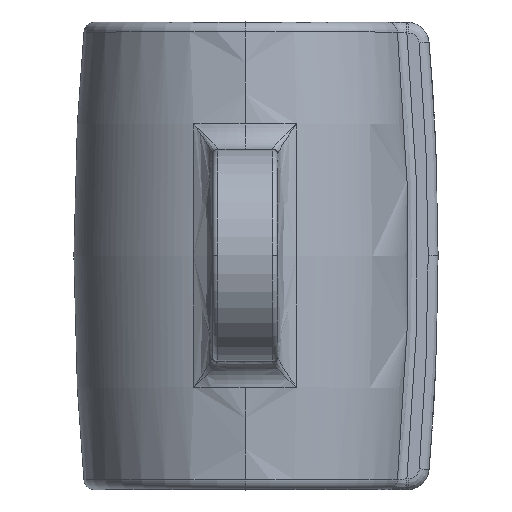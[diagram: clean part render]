
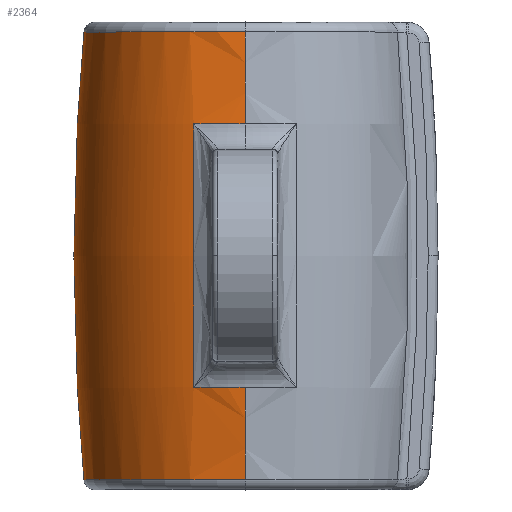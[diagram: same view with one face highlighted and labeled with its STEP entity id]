
A CAD part, top view. The second image highlights one B-rep face of the part: STEP entity #2364.
In plain terms, the highlighted toroidal (fillet/blend) face has major radius 431.75 mm and minor radius 463.25 mm.
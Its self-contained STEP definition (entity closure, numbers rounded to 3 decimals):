
#33 = CARTESIAN_POINT ( 'NONE',  ( 0., -24.238, 30.865 ) ) ;
#34 = ORIENTED_EDGE ( 'NONE', *, *, #2318, .T. ) ;
#41 = CARTESIAN_POINT ( 'NONE',  ( -9.485, -16.165, 29.816 ) ) ;
#184 = VERTEX_POINT ( 'NONE', #4108 ) ;
#206 = CARTESIAN_POINT ( 'NONE',  ( 0., 0., 431.75 ) ) ;
#235 = CARTESIAN_POINT ( 'NONE',  ( 0., 41.178, 0. ) ) ;
#257 = CARTESIAN_POINT ( 'NONE',  ( 0., -41.178, 0. ) ) ;
#262 = CARTESIAN_POINT ( 'NONE',  ( -9.485, 16.165, -29.816 ) ) ;
#281 = DIRECTION ( 'NONE',  ( 0., 1., 0. ) ) ;
#348 = VERTEX_POINT ( 'NONE', #848 ) ;
#350 = EDGE_LOOP ( 'NONE', ( #1684, #1983, #3019, #34, #2393, #1372, #4192, #2335, #2252, #1623, #3694, #3516 ) ) ;
#363 = CARTESIAN_POINT ( 'NONE',  ( 0., 0., -431.75 ) ) ;
#527 = B_SPLINE_CURVE_WITH_KNOTS ( 'NONE', 3,
 ( #4191, #262, #627, #3557, #3896, #1253 ),
 .UNSPECIFIED., .F., .F.,
 ( 4, 2, 4 ),
 ( 0., 0.024, 0.049 ),
 .UNSPECIFIED. ) ;
#533 = AXIS2_PLACEMENT_3D ( 'NONE', #2703, #3972, #1705 ) ;
#550 = DIRECTION ( 'NONE',  ( 0., -1., 0. ) ) ;
#568 = EDGE_CURVE ( 'NONE', #2817, #1551, #3691, .T. ) ;
#627 = CARTESIAN_POINT ( 'NONE',  ( -9.493, 8.084, -30.036 ) ) ;
#645 = EDGE_CURVE ( 'NONE', #1551, #184, #527, .T. ) ;
#674 = CARTESIAN_POINT ( 'NONE',  ( -9.468, 24.238, -29.377 ) ) ;
#727 = AXIS2_PLACEMENT_3D ( 'NONE', #2715, #2107, #3682 ) ;
#729 = CARTESIAN_POINT ( 'NONE',  ( 0., -24.238, 0. ) ) ;
#741 = CARTESIAN_POINT ( 'NONE',  ( 0., -41.178, 29.666 ) ) ;
#848 = CARTESIAN_POINT ( 'NONE',  ( 0., 41.178, -29.666 ) ) ;
#854 = CIRCLE ( 'NONE', #1853, 463.25 ) ;
#956 = AXIS2_PLACEMENT_3D ( 'NONE', #2775, #4039, #3089 ) ;
#962 = CIRCLE ( 'NONE', #2976, 29.666 ) ;
#1028 = CARTESIAN_POINT ( 'NONE',  ( -9.493, 8.086, 30.035 ) ) ;
#1030 = VERTEX_POINT ( 'NONE', #33 ) ;
#1037 = DIRECTION ( 'NONE',  ( 0., 1., 0. ) ) ;
#1041 = CARTESIAN_POINT ( 'NONE',  ( -9.468, 24.238, 29.377 ) ) ;
#1253 = CARTESIAN_POINT ( 'NONE',  ( -9.468, -24.238, -29.377 ) ) ;
#1312 = CIRCLE ( 'NONE', #2004, 30.865 ) ;
#1345 = CARTESIAN_POINT ( 'NONE',  ( 0., 24.238, 0. ) ) ;
#1347 = DIRECTION ( 'NONE',  ( 0., 0., 1. ) ) ;
#1372 = ORIENTED_EDGE ( 'NONE', *, *, #3882, .T. ) ;
#1459 = EDGE_CURVE ( 'NONE', #3308, #2660, #3393, .T. ) ;
#1469 = CIRCLE ( 'NONE', #3247, 29.666 ) ;
#1524 = AXIS2_PLACEMENT_3D ( 'NONE', #729, #3333, #2685 ) ;
#1542 = EDGE_CURVE ( 'NONE', #2817, #348, #2995, .T. ) ;
#1551 = VERTEX_POINT ( 'NONE', #674 ) ;
#1623 = ORIENTED_EDGE ( 'NONE', *, *, #568, .T. ) ;
#1667 = DIRECTION ( 'NONE',  ( 0., 0., -1. ) ) ;
#1675 = VERTEX_POINT ( 'NONE', #2176 ) ;
#1684 = ORIENTED_EDGE ( 'NONE', *, *, #3058, .F. ) ;
#1705 = DIRECTION ( 'NONE',  ( 0., 0., 1. ) ) ;
#1779 = VERTEX_POINT ( 'NONE', #2277 ) ;
#1817 = DIRECTION ( 'NONE',  ( 0., 0., -1. ) ) ;
#1838 = AXIS2_PLACEMENT_3D ( 'NONE', #363, #2374, #1347 ) ;
#1853 = AXIS2_PLACEMENT_3D ( 'NONE', #206, #3458, #3785 ) ;
#1870 = EDGE_CURVE ( 'NONE', #2660, #348, #962, .T. ) ;
#1983 = ORIENTED_EDGE ( 'NONE', *, *, #2826, .T. ) ;
#2000 = DIRECTION ( 'NONE',  ( 1., 0., 0. ) ) ;
#2004 = AXIS2_PLACEMENT_3D ( 'NONE', #2111, #3424, #2418 ) ;
#2014 = VERTEX_POINT ( 'NONE', #741 ) ;
#2059 = B_SPLINE_CURVE_WITH_KNOTS ( 'NONE', 3,
 ( #3649, #41, #3348, #1028, #3997, #1041 ),
 .UNSPECIFIED., .F., .F.,
 ( 4, 2, 4 ),
 ( 0., 0.024, 0.049 ),
 .UNSPECIFIED. ) ;
#2067 = CIRCLE ( 'NONE', #1524, 30.865 ) ;
#2103 = EDGE_CURVE ( 'NONE', #184, #1779, #3296, .T. ) ;
#2107 = DIRECTION ( 'NONE',  ( 0., -1., 0. ) ) ;
#2111 = CARTESIAN_POINT ( 'NONE',  ( 0., 24.238, 0. ) ) ;
#2176 = CARTESIAN_POINT ( 'NONE',  ( 0., -41.178, -29.666 ) ) ;
#2252 = ORIENTED_EDGE ( 'NONE', *, *, #1542, .F. ) ;
#2277 = CARTESIAN_POINT ( 'NONE',  ( 0., -24.238, -30.865 ) ) ;
#2289 = FACE_OUTER_BOUND ( 'NONE', #350, .T. ) ;
#2318 = EDGE_CURVE ( 'NONE', #1030, #2350, #2067, .T. ) ;
#2335 = ORIENTED_EDGE ( 'NONE', *, *, #1870, .T. ) ;
#2350 = VERTEX_POINT ( 'NONE', #3654 ) ;
#2364 = ADVANCED_FACE ( 'NONE', ( #2289 ), #3806, .T. ) ;
#2374 = DIRECTION ( 'NONE',  ( -1., 0., 0. ) ) ;
#2393 = ORIENTED_EDGE ( 'NONE', *, *, #3788, .T. ) ;
#2418 = DIRECTION ( 'NONE',  ( 0., 0., -1. ) ) ;
#2543 = DIRECTION ( 'NONE',  ( 0., 0., 1. ) ) ;
#2660 = VERTEX_POINT ( 'NONE', #3790 ) ;
#2685 = DIRECTION ( 'NONE',  ( 0., 0., 1. ) ) ;
#2703 = CARTESIAN_POINT ( 'NONE',  ( 0., 0., -431.75 ) ) ;
#2715 = CARTESIAN_POINT ( 'NONE',  ( 0., -24.238, 0. ) ) ;
#2775 = CARTESIAN_POINT ( 'NONE',  ( 0., 0., 0. ) ) ;
#2800 = CARTESIAN_POINT ( 'NONE',  ( -9.468, 24.238, 29.377 ) ) ;
#2817 = VERTEX_POINT ( 'NONE', #3915 ) ;
#2826 = EDGE_CURVE ( 'NONE', #1675, #2014, #1469, .T. ) ;
#2976 = AXIS2_PLACEMENT_3D ( 'NONE', #235, #550, #1817 ) ;
#2985 = AXIS2_PLACEMENT_3D ( 'NONE', #1345, #1037, #1667 ) ;
#2995 = CIRCLE ( 'NONE', #3028, 463.25 ) ;
#3014 = VERTEX_POINT ( 'NONE', #2800 ) ;
#3019 = ORIENTED_EDGE ( 'NONE', *, *, #3750, .T. ) ;
#3028 = AXIS2_PLACEMENT_3D ( 'NONE', #3305, #2000, #3636 ) ;
#3058 = EDGE_CURVE ( 'NONE', #1675, #1779, #854, .T. ) ;
#3089 = DIRECTION ( 'NONE',  ( 0., 0., 1. ) ) ;
#3090 = CARTESIAN_POINT ( 'NONE',  ( 0., 24.238, 30.865 ) ) ;
#3247 = AXIS2_PLACEMENT_3D ( 'NONE', #257, #281, #2543 ) ;
#3296 = CIRCLE ( 'NONE', #727, 30.865 ) ;
#3305 = CARTESIAN_POINT ( 'NONE',  ( 0., 0., 431.75 ) ) ;
#3308 = VERTEX_POINT ( 'NONE', #3090 ) ;
#3333 = DIRECTION ( 'NONE',  ( 0., -1., 0. ) ) ;
#3348 = CARTESIAN_POINT ( 'NONE',  ( -9.493, -8.084, 30.036 ) ) ;
#3393 = CIRCLE ( 'NONE', #533, 463.25 ) ;
#3424 = DIRECTION ( 'NONE',  ( 0., 1., 0. ) ) ;
#3458 = DIRECTION ( 'NONE',  ( 1., 0., 0. ) ) ;
#3505 = CIRCLE ( 'NONE', #1838, 463.25 ) ;
#3516 = ORIENTED_EDGE ( 'NONE', *, *, #2103, .T. ) ;
#3557 = CARTESIAN_POINT ( 'NONE',  ( -9.493, -8.086, -30.035 ) ) ;
#3636 = DIRECTION ( 'NONE',  ( 0., 0., -1. ) ) ;
#3649 = CARTESIAN_POINT ( 'NONE',  ( -9.468, -24.238, 29.377 ) ) ;
#3654 = CARTESIAN_POINT ( 'NONE',  ( -9.468, -24.238, 29.377 ) ) ;
#3682 = DIRECTION ( 'NONE',  ( 0., 0., 1. ) ) ;
#3691 = CIRCLE ( 'NONE', #2985, 30.865 ) ;
#3694 = ORIENTED_EDGE ( 'NONE', *, *, #645, .T. ) ;
#3750 = EDGE_CURVE ( 'NONE', #2014, #1030, #3505, .T. ) ;
#3785 = DIRECTION ( 'NONE',  ( 0., 0., -1. ) ) ;
#3788 = EDGE_CURVE ( 'NONE', #2350, #3014, #2059, .T. ) ;
#3790 = CARTESIAN_POINT ( 'NONE',  ( 0., 41.178, 29.666 ) ) ;
#3806 = TOROIDAL_SURFACE ( 'NONE', #956, -431.75, 463.25 ) ;
#3882 = EDGE_CURVE ( 'NONE', #3014, #3308, #1312, .T. ) ;
#3896 = CARTESIAN_POINT ( 'NONE',  ( -9.485, -16.165, -29.816 ) ) ;
#3915 = CARTESIAN_POINT ( 'NONE',  ( 0., 24.238, -30.865 ) ) ;
#3972 = DIRECTION ( 'NONE',  ( -1., 0., 0. ) ) ;
#3997 = CARTESIAN_POINT ( 'NONE',  ( -9.485, 16.165, 29.816 ) ) ;
#4039 = DIRECTION ( 'NONE',  ( 0., 1., 0. ) ) ;
#4108 = CARTESIAN_POINT ( 'NONE',  ( -9.468, -24.238, -29.377 ) ) ;
#4191 = CARTESIAN_POINT ( 'NONE',  ( -9.468, 24.238, -29.377 ) ) ;
#4192 = ORIENTED_EDGE ( 'NONE', *, *, #1459, .T. ) ;
